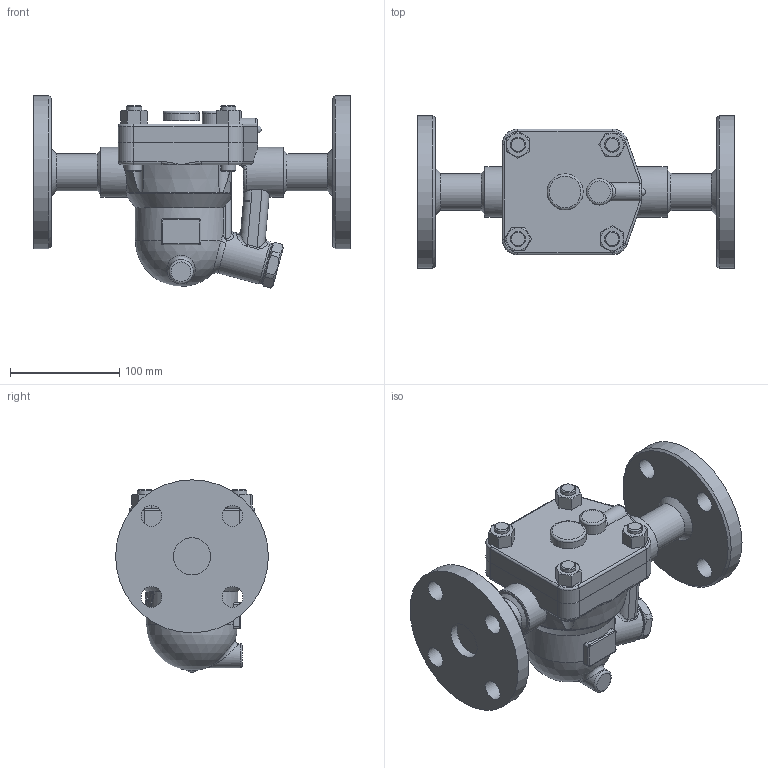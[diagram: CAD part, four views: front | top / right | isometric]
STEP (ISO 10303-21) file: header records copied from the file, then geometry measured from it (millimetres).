
FILE_DESCRIPTION((''),'2;1');
FILE_NAME('j5slx-040-jis10-00.stp','2010-08-09T08:56:13',('nakaot'),(''),'Autodesk Inventor 2008','Autodesk Inventor 2008','');
FILE_SCHEMA(('AUTOMOTIVE_DESIGN { 1 0 10303 214 1 1 1 1 }'));
Length unit declared in the file: millimetre
Products named in the file (1): j5slx-040-jis10-00
Bounding box: 290 x 140 x 176.02 mm (x, y, z)
Volume: 1915083.5 mm3; surface area: 202039.5 mm2
Topology: 2 solids, 3 shells, 336 faces, 818 edges, 515 vertices
Faces by surface type: plane 110, cylinder 86, bspline 72, cone 50, torus 16, sphere 2
Full cylindrical faces by diameter (mm): 14 x12, 19 x4, 22 x1, 24 x1, 33 x1, 34 x2, 38 x1, 40 x1, 46 x2, 80 x1, 140 x1
Entity records: 20107 total; most frequent: CARTESIAN_POINT 13024, ORIENTED_EDGE 1468, DIRECTION 1354, EDGE_CURVE 734, AXIS2_PLACEMENT_3D 570, VERTEX_POINT 494, EDGE_LOOP 452, FACE_OUTER_BOUND 334
